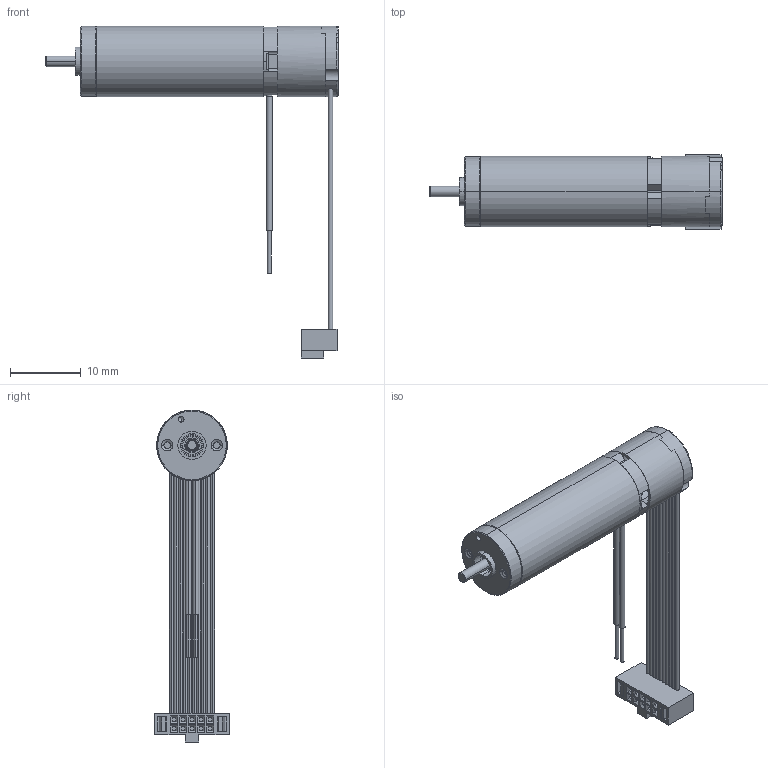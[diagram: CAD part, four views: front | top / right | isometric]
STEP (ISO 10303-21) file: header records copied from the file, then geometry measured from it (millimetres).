
FILE_DESCRIPTION(('STEP AP214'),'1');
FILE_NAME('cctmp_743135E1-1296-49D3-842C-3ECDEB38B6B5_2021_9_22_17_8_2_590..stp','2021-09-22T15:08:03',('maxon motor ag'),('CADClick - www.CADClick.com'),'Spatial InterOp 3D',' ','unknown authorization');
FILE_SCHEMA(('AUTOMOTIVE_DESIGN'));
Length unit declared in the file: millimetre
Products named in the file (10): 0
Assembly tree (9 placements, depth 2):
  (unnamed)
    0
    0
    0
    0
    0
    0
    0
    0
    0
Bounding box: 41.4 x 10.54 x 47.02 mm (x, y, z)
Volume: 1548.2 mm3; surface area: 4193.7 mm2
Topology: 14 solids, 14 shells, 900 faces, 2352 edges, 1537 vertices
Faces by surface type: plane 678, cylinder 164, cone 32, torus 24, sphere 2
Entity records: 35491 total; most frequent: CARTESIAN_POINT 5495, ORIENTED_EDGE 4700, DIRECTION 4547, EDGE_CURVE 2350, LINE 1887, VECTOR 1887, VERTEX_POINT 1537, AXIS2_PLACEMENT_3D 1330
